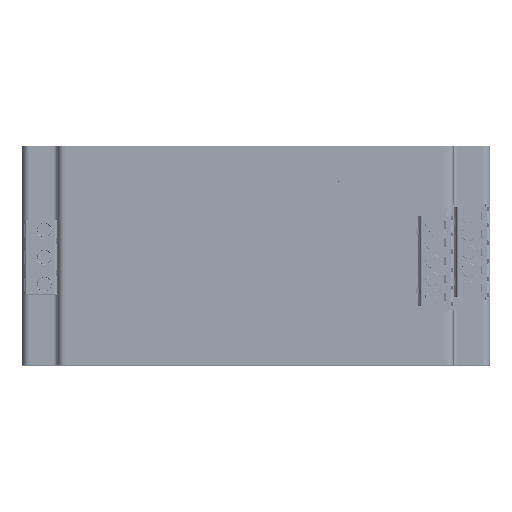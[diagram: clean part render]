
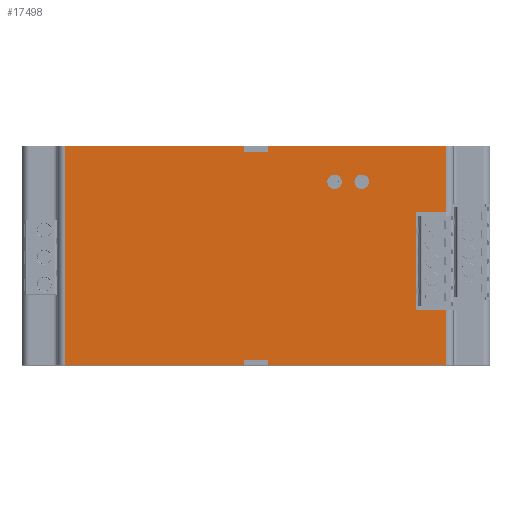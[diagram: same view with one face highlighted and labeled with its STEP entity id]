
A CAD part, top view. The second image highlights one B-rep face of the part: STEP entity #17498.
In plain terms, the highlighted planar face has unit normal (0, 0, 1).
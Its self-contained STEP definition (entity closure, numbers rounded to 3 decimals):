
#17498=ADVANCED_FACE('',(#44650,#44652,#44654),#44656,.T.);
#44650=FACE_BOUND('',#44651,.T.);
#44651=EDGE_LOOP('',(#62390,#62391,#62392,#62393,#62394,#62395,#62396,#62397,#62398,
#62399,#62400,#62401,#62402,#62403,#62404,#62405));
#44652=FACE_BOUND('',#44653,.T.);
#44653=EDGE_LOOP('',(#62406));
#44654=FACE_BOUND('',#44655,.T.);
#44655=EDGE_LOOP('',(#62407));
#44656=PLANE('',#44657);
#44657=AXIS2_PLACEMENT_3D('',#44658,#44659,#44660);
#44658=CARTESIAN_POINT('',(0.,0.,0.));
#44659=DIRECTION('',(0.,0.,1.));
#44660=DIRECTION('',(1.,0.,0.));
#62390=ORIENTED_EDGE('',*,*,#70649,.T.);
#62391=ORIENTED_EDGE('',*,*,#70650,.T.);
#62392=ORIENTED_EDGE('',*,*,#70651,.T.);
#62393=ORIENTED_EDGE('',*,*,#70652,.T.);
#62394=ORIENTED_EDGE('',*,*,#70653,.T.);
#62395=ORIENTED_EDGE('',*,*,#70654,.T.);
#62396=ORIENTED_EDGE('',*,*,#70655,.T.);
#62397=ORIENTED_EDGE('',*,*,#70656,.T.);
#62398=ORIENTED_EDGE('',*,*,#70657,.T.);
#62399=ORIENTED_EDGE('',*,*,#70628,.T.);
#62400=ORIENTED_EDGE('',*,*,#70658,.T.);
#62401=ORIENTED_EDGE('',*,*,#70659,.T.);
#62402=ORIENTED_EDGE('',*,*,#70660,.T.);
#62403=ORIENTED_EDGE('',*,*,#70661,.T.);
#62404=ORIENTED_EDGE('',*,*,#70662,.T.);
#62405=ORIENTED_EDGE('',*,*,#70663,.T.);
#62406=ORIENTED_EDGE('',*,*,#70664,.T.);
#62407=ORIENTED_EDGE('',*,*,#70665,.T.);
#70628=EDGE_CURVE('',#82712,#82710,#82713,.T.);
#70649=EDGE_CURVE('',#82750,#82751,#82752,.F.);
#70650=EDGE_CURVE('',#82751,#82753,#82754,.F.);
#70651=EDGE_CURVE('',#82753,#82755,#82756,.F.);
#70652=EDGE_CURVE('',#82755,#82757,#82758,.T.);
#70653=EDGE_CURVE('',#82757,#82759,#82760,.T.);
#70654=EDGE_CURVE('',#82759,#82761,#82762,.F.);
#70655=EDGE_CURVE('',#82761,#82763,#82764,.F.);
#70656=EDGE_CURVE('',#82763,#82765,#82766,.F.);
#70657=EDGE_CURVE('',#82765,#82712,#82767,.T.);
#70658=EDGE_CURVE('',#82710,#82768,#82769,.T.);
#70659=EDGE_CURVE('',#82768,#82770,#82771,.F.);
#70660=EDGE_CURVE('',#82770,#82772,#82773,.F.);
#70661=EDGE_CURVE('',#82772,#82774,#82775,.F.);
#70662=EDGE_CURVE('',#82774,#82776,#82777,.T.);
#70663=EDGE_CURVE('',#82776,#82750,#82778,.T.);
#70664=EDGE_CURVE('',#82779,#82779,#82780,.F.);
#70665=EDGE_CURVE('',#82781,#82781,#82782,.F.);
#82710=VERTEX_POINT('',#125151);
#82712=VERTEX_POINT('',#125156);
#82713=LINE('',#125157,#125158);
#82750=VERTEX_POINT('',#125239);
#82751=VERTEX_POINT('',#125240);
#82752=LINE('',#125241,#125242);
#82753=VERTEX_POINT('',#125244);
#82754=LINE('',#125245,#125246);
#82755=VERTEX_POINT('',#125248);
#82756=LINE('',#125249,#125250);
#82757=VERTEX_POINT('',#125252);
#82758=LINE('',#125253,#125254);
#82759=VERTEX_POINT('',#125256);
#82760=LINE('',#125257,#125258);
#82761=VERTEX_POINT('',#125260);
#82762=LINE('',#125261,#125262);
#82763=VERTEX_POINT('',#125264);
#82764=LINE('',#125265,#125266);
#82765=VERTEX_POINT('',#125268);
#82766=LINE('',#125269,#125270);
#82767=LINE('',#125272,#125273);
#82768=VERTEX_POINT('',#125275);
#82769=LINE('',#125276,#125277);
#82770=VERTEX_POINT('',#125279);
#82771=LINE('',#125280,#125281);
#82772=VERTEX_POINT('',#125283);
#82773=LINE('',#125284,#125285);
#82774=VERTEX_POINT('',#125287);
#82775=LINE('',#125288,#125289);
#82776=VERTEX_POINT('',#125291);
#82777=LINE('',#125292,#125293);
#82778=LINE('',#125295,#125296);
#82779=VERTEX_POINT('',#125298);
#82780=CIRCLE('',#125299,2.);
#82781=VERTEX_POINT('',#125303);
#82782=CIRCLE('',#125304,2.);
#125151=CARTESIAN_POINT('',(-52.8,-30.25,0.));
#125156=CARTESIAN_POINT('',(-52.8,30.25,0.));
#125157=CARTESIAN_POINT('',(-52.8,30.25,0.));
#125158=VECTOR('',#125159,1.);
#125159=DIRECTION('',(0.,-1.,0.));
#125239=CARTESIAN_POINT('',(52.8,-14.95,0.));
#125240=CARTESIAN_POINT('',(44.297,-14.95,0.));
#125241=CARTESIAN_POINT('',(44.297,-14.95,0.));
#125242=VECTOR('',#125243,1.);
#125243=DIRECTION('',(1.,0.,0.));
#125244=CARTESIAN_POINT('',(44.297,12.05,0.));
#125245=CARTESIAN_POINT('',(44.297,12.05,0.));
#125246=VECTOR('',#125247,1.);
#125247=DIRECTION('',(0.,-1.,0.));
#125248=CARTESIAN_POINT('',(52.8,12.05,0.));
#125249=CARTESIAN_POINT('',(52.8,12.05,0.));
#125250=VECTOR('',#125251,1.);
#125251=DIRECTION('',(-1.,0.,0.));
#125252=CARTESIAN_POINT('',(52.8,30.25,0.));
#125253=CARTESIAN_POINT('',(52.8,12.05,0.));
#125254=VECTOR('',#125255,1.);
#125255=DIRECTION('',(0.,1.,0.));
#125256=CARTESIAN_POINT('',(3.55,30.25,0.));
#125257=CARTESIAN_POINT('',(52.8,30.25,0.));
#125258=VECTOR('',#125259,1.);
#125259=DIRECTION('',(-1.,0.,0.));
#125260=CARTESIAN_POINT('',(3.55,28.75,0.));
#125261=CARTESIAN_POINT('',(3.55,28.75,0.));
#125262=VECTOR('',#125263,1.);
#125263=DIRECTION('',(0.,1.,0.));
#125264=CARTESIAN_POINT('',(-3.25,28.75,0.));
#125265=CARTESIAN_POINT('',(-3.25,28.75,0.));
#125266=VECTOR('',#125267,1.);
#125267=DIRECTION('',(1.,0.,0.));
#125268=CARTESIAN_POINT('',(-3.25,30.25,0.));
#125269=CARTESIAN_POINT('',(-3.25,30.25,0.));
#125270=VECTOR('',#125271,1.);
#125271=DIRECTION('',(0.,-1.,0.));
#125272=CARTESIAN_POINT('',(-3.25,30.25,0.));
#125273=VECTOR('',#125274,1.);
#125274=DIRECTION('',(-1.,0.,0.));
#125275=CARTESIAN_POINT('',(-3.25,-30.25,0.));
#125276=CARTESIAN_POINT('',(-52.8,-30.25,0.));
#125277=VECTOR('',#125278,1.);
#125278=DIRECTION('',(1.,0.,0.));
#125279=CARTESIAN_POINT('',(-3.25,-28.75,0.));
#125280=CARTESIAN_POINT('',(-3.25,-28.75,0.));
#125281=VECTOR('',#125282,1.);
#125282=DIRECTION('',(0.,-1.,0.));
#125283=CARTESIAN_POINT('',(3.55,-28.75,0.));
#125284=CARTESIAN_POINT('',(3.55,-28.75,0.));
#125285=VECTOR('',#125286,1.);
#125286=DIRECTION('',(-1.,0.,0.));
#125287=CARTESIAN_POINT('',(3.55,-30.25,0.));
#125288=CARTESIAN_POINT('',(3.55,-30.25,0.));
#125289=VECTOR('',#125290,1.);
#125290=DIRECTION('',(0.,1.,0.));
#125291=CARTESIAN_POINT('',(52.8,-30.25,0.));
#125292=CARTESIAN_POINT('',(3.55,-30.25,0.));
#125293=VECTOR('',#125294,1.);
#125294=DIRECTION('',(1.,0.,0.));
#125295=CARTESIAN_POINT('',(52.8,-30.25,0.));
#125296=VECTOR('',#125297,1.);
#125297=DIRECTION('',(0.,1.,0.));
#125298=CARTESIAN_POINT('',(23.9,20.45,0.));
#125299=AXIS2_PLACEMENT_3D('',#125300,#125301,#125302);
#125300=CARTESIAN_POINT('',(21.9,20.45,0.));
#125301=DIRECTION('',(0.,0.,1.));
#125302=DIRECTION('',(1.,0.,0.));
#125303=CARTESIAN_POINT('',(31.4,20.45,0.));
#125304=AXIS2_PLACEMENT_3D('',#125305,#125306,#125307);
#125305=CARTESIAN_POINT('',(29.4,20.45,0.));
#125306=DIRECTION('',(0.,0.,1.));
#125307=DIRECTION('',(1.,0.,0.));
